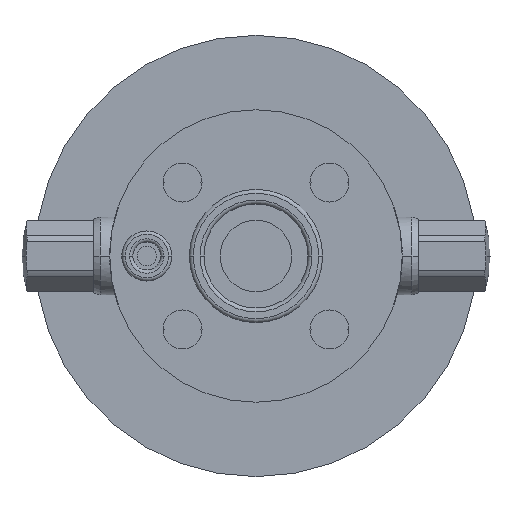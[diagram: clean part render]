
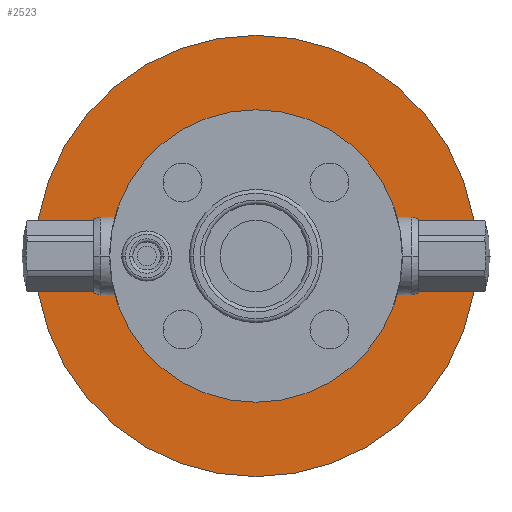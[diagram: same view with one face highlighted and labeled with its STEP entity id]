
A CAD part, front view. The second image highlights one B-rep face of the part: STEP entity #2523.
In plain terms, the highlighted planar face has unit normal (0, -1, 0).
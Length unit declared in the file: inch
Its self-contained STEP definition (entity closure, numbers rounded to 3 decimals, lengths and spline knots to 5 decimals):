
#625=CARTESIAN_POINT('',(0.,2.24409,0.));
#626=DIRECTION('',(0.,-1.,0.));
#627=DIRECTION('',(1.,0.,0.));
#628=AXIS2_PLACEMENT_3D('',#625,#626,#627);
#633=CARTESIAN_POINT('',(0.,2.24409,0.));
#634=DIRECTION('',(0.,1.,0.));
#635=DIRECTION('',(1.,0.,0.));
#636=AXIS2_PLACEMENT_3D('',#633,#634,#635);
#641=CARTESIAN_POINT('',(0.,2.24409,0.));
#642=DIRECTION('',(0.,1.,0.));
#643=DIRECTION('',(1.,0.,0.));
#644=AXIS2_PLACEMENT_3D('',#641,#642,#643);
#656=CARTESIAN_POINT('',(0.,2.24409,0.));
#657=DIRECTION('',(0.,-1.,0.));
#658=DIRECTION('',(1.,0.,0.));
#659=AXIS2_PLACEMENT_3D('',#656,#657,#658);
#2013=CARTESIAN_POINT('',(1.33661,2.24409,0.));
#2015=VERTEX_POINT('',#2013);
#2029=CARTESIAN_POINT('',(-1.33661,2.24409,0.));
#2031=VERTEX_POINT('',#2029);
#2039=CARTESIAN_POINT('',(0.88583,2.24409,0.));
#2040=CARTESIAN_POINT('',(-0.88583,2.24409,0.));
#2041=VERTEX_POINT('',#2039);
#2042=VERTEX_POINT('',#2040);
#2508=CARTESIAN_POINT('',(0.,2.24409,0.));
#2509=DIRECTION('',(0.,1.,0.));
#2510=DIRECTION('',(1.,0.,0.));
#2511=AXIS2_PLACEMENT_3D('',#2508,#2509,#2510);
#2512=PLANE('',#2511);
#2514=ORIENTED_EDGE('',*,*,#2513,.T.);
#2516=ORIENTED_EDGE('',*,*,#2515,.F.);
#2517=EDGE_LOOP('',(#2514,#2516));
#2518=FACE_OUTER_BOUND('',#2517,.F.);
#2519=ORIENTED_EDGE('',*,*,#2497,.T.);
#2520=ORIENTED_EDGE('',*,*,#2430,.F.);
#2521=EDGE_LOOP('',(#2519,#2520));
#2522=FACE_BOUND('',#2521,.F.);
#629=CIRCLE('',#628,0.88583);
#637=CIRCLE('',#636,0.88583);
#645=CIRCLE('',#644,1.33661);
#660=CIRCLE('',#659,1.33661);
#2430=EDGE_CURVE('',#2041,#2042,#637,.T.);
#2497=EDGE_CURVE('',#2041,#2042,#629,.T.);
#2513=EDGE_CURVE('',#2015,#2031,#645,.T.);
#2515=EDGE_CURVE('',#2015,#2031,#660,.T.);
#2523=ADVANCED_FACE('',(#2518,#2522),#2512,.F.);
